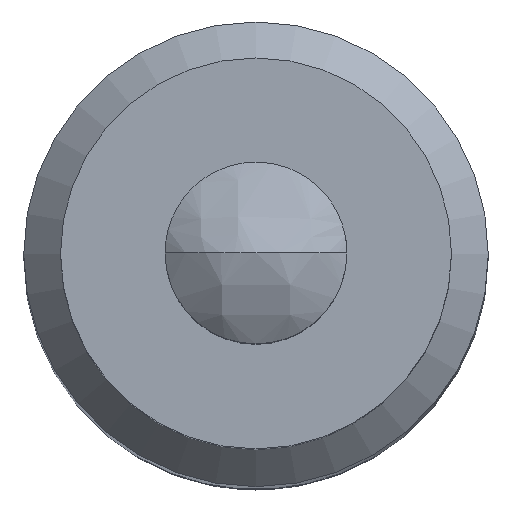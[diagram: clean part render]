
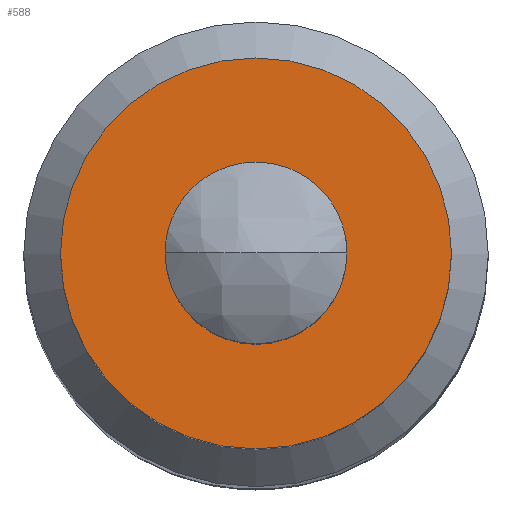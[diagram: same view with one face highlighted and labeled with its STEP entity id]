
A CAD part, top view. The second image highlights one B-rep face of the part: STEP entity #588.
In plain terms, the highlighted face is planar.
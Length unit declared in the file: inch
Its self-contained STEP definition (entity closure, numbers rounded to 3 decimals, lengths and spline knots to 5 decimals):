
#3 = AXIS2_PLACEMENT_3D ( 'NONE', #46, #580, #624 ) ;
#26 = CIRCLE ( 'NONE', #3, 0.03937 ) ;
#39 = AXIS2_PLACEMENT_3D ( 'NONE', #459, #146, #670 ) ;
#46 = CARTESIAN_POINT ( 'NONE',  ( 0., 1.06097, 0. ) ) ;
#129 = EDGE_CURVE ( 'NONE', #627, #638, #517, .T. ) ;
#146 = DIRECTION ( 'NONE',  ( 0., -1., 0. ) ) ;
#159 = DIRECTION ( 'NONE',  ( 1., 0., 0. ) ) ;
#236 = FACE_OUTER_BOUND ( 'NONE', #531, .T. ) ;
#239 = PLANE ( 'NONE',  #39 ) ;
#260 = CARTESIAN_POINT ( 'NONE',  ( 0.08464, 1.06097, 0. ) ) ;
#261 = CARTESIAN_POINT ( 'NONE',  ( 0., 1.06097, 0. ) ) ;
#287 = EDGE_LOOP ( 'NONE', ( #649, #514 ) ) ;
#416 = VERTEX_POINT ( 'NONE', #260 ) ;
#443 = FACE_BOUND ( 'NONE', #287, .T. ) ;
#459 = CARTESIAN_POINT ( 'NONE',  ( 0., 1.06097, 0.03937 ) ) ;
#469 = CARTESIAN_POINT ( 'NONE',  ( -0.03937, 1.06097, 0. ) ) ;
#484 = AXIS2_PLACEMENT_3D ( 'NONE', #663, #498, #613 ) ;
#498 = DIRECTION ( 'NONE',  ( 0., -1., 0. ) ) ;
#514 = ORIENTED_EDGE ( 'NONE', *, *, #129, .F. ) ;
#517 = CIRCLE ( 'NONE', #538, 0.03937 ) ;
#531 = EDGE_LOOP ( 'NONE', ( #606 ) ) ;
#538 = AXIS2_PLACEMENT_3D ( 'NONE', #261, #589, #159 ) ;
#543 = EDGE_CURVE ( 'NONE', #416, #416, #572, .T. ) ;
#572 = CIRCLE ( 'NONE', #484, 0.08465 ) ;
#580 = DIRECTION ( 'NONE',  ( 0., 1., 0. ) ) ;
#588 = ADVANCED_FACE ( 'NONE', ( #236, #443 ), #239, .F. ) ;
#589 = DIRECTION ( 'NONE',  ( 0., 1., 0. ) ) ;
#606 = ORIENTED_EDGE ( 'NONE', *, *, #543, .F. ) ;
#613 = DIRECTION ( 'NONE',  ( 1., 0., 0. ) ) ;
#624 = DIRECTION ( 'NONE',  ( 1., 0., 0. ) ) ;
#627 = VERTEX_POINT ( 'NONE', #469 ) ;
#633 = EDGE_CURVE ( 'NONE', #638, #627, #26, .T. ) ;
#638 = VERTEX_POINT ( 'NONE', #678 ) ;
#649 = ORIENTED_EDGE ( 'NONE', *, *, #633, .F. ) ;
#663 = CARTESIAN_POINT ( 'NONE',  ( 0., 1.06097, 0. ) ) ;
#670 = DIRECTION ( 'NONE',  ( 1., 0., 0. ) ) ;
#678 = CARTESIAN_POINT ( 'NONE',  ( 0.03937, 1.06097, 0. ) ) ;
